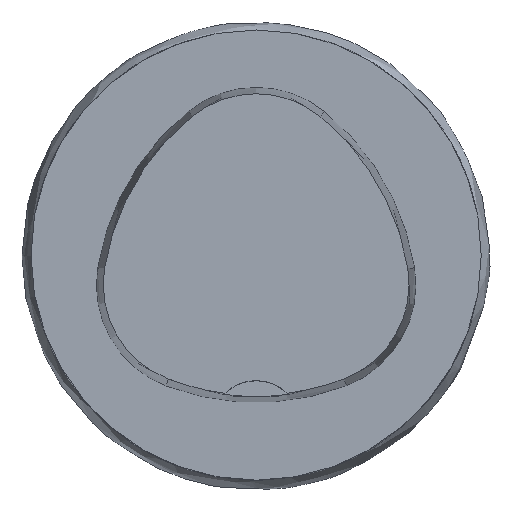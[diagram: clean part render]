
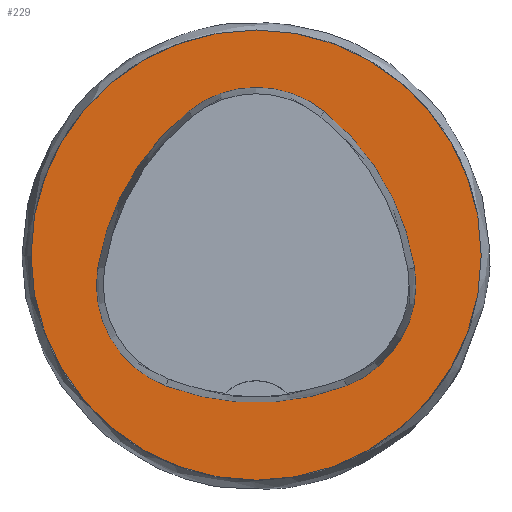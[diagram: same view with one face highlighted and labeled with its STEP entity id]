
A CAD part, top view. The second image highlights one B-rep face of the part: STEP entity #229.
In plain terms, the highlighted planar face has unit normal (0, 0, 1).
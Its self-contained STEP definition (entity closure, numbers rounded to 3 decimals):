
#189=PLANE('',#773);
#229=ADVANCED_FACE('',(#276,#277),#189,.T.);
#276=FACE_BOUND('',#316,.T.);
#277=FACE_BOUND('',#317,.T.);
#316=EDGE_LOOP('',(#411,#412,#413,#414,#415,#416));
#317=EDGE_LOOP('',(#417));
#411=ORIENTED_EDGE('',*,*,#559,.T.);
#412=ORIENTED_EDGE('',*,*,#539,.T.);
#413=ORIENTED_EDGE('',*,*,#543,.T.);
#414=ORIENTED_EDGE('',*,*,#546,.T.);
#415=ORIENTED_EDGE('',*,*,#549,.T.);
#416=ORIENTED_EDGE('',*,*,#557,.T.);
#417=ORIENTED_EDGE('',*,*,#530,.F.);
#483=VERTEX_POINT('',#1164);
#492=VERTEX_POINT('',#1183);
#493=VERTEX_POINT('',#1184);
#496=VERTEX_POINT('',#1192);
#498=VERTEX_POINT('',#1198);
#500=VERTEX_POINT('',#1204);
#507=VERTEX_POINT('',#1225);
#530=EDGE_CURVE('',#483,#483,#584,.T.);
#539=EDGE_CURVE('',#492,#493,#585,.T.);
#543=EDGE_CURVE('',#493,#496,#587,.T.);
#546=EDGE_CURVE('',#496,#498,#589,.T.);
#549=EDGE_CURVE('',#498,#500,#591,.T.);
#557=EDGE_CURVE('',#500,#507,#595,.T.);
#559=EDGE_CURVE('',#507,#492,#597,.T.);
#584=CIRCLE('',#745,25.);
#585=CIRCLE('',#751,28.);
#587=CIRCLE('',#754,12.);
#589=CIRCLE('',#757,28.);
#591=CIRCLE('',#760,12.);
#595=CIRCLE('',#765,28.);
#597=CIRCLE('',#768,12.);
#745=AXIS2_PLACEMENT_3D('',#1163,#868,#869);
#751=AXIS2_PLACEMENT_3D('',#1182,#884,#885);
#754=AXIS2_PLACEMENT_3D('',#1191,#892,#893);
#757=AXIS2_PLACEMENT_3D('',#1197,#899,#900);
#760=AXIS2_PLACEMENT_3D('',#1203,#906,#907);
#765=AXIS2_PLACEMENT_3D('',#1226,#918,#919);
#768=AXIS2_PLACEMENT_3D('',#1229,#924,#925);
#773=AXIS2_PLACEMENT_3D('',#1234,#934,#935);
#868=DIRECTION('',(0.,0.,-1.));
#869=DIRECTION('',(-1.,0.,0.));
#884=DIRECTION('',(0.,0.,-1.));
#885=DIRECTION('',(-1.,0.,0.));
#892=DIRECTION('',(0.,0.,-1.));
#893=DIRECTION('',(-1.,0.,0.));
#899=DIRECTION('',(0.,0.,-1.));
#900=DIRECTION('',(-1.,0.,0.));
#906=DIRECTION('',(0.,0.,-1.));
#907=DIRECTION('',(-1.,0.,0.));
#918=DIRECTION('',(0.,0.,-1.));
#919=DIRECTION('',(-1.,0.,0.));
#924=DIRECTION('',(0.,0.,-1.));
#925=DIRECTION('',(-1.,0.,0.));
#934=DIRECTION('',(0.,0.,1.));
#935=DIRECTION('',(1.,0.,0.));
#1163=CARTESIAN_POINT('',(0.,0.,0.));
#1164=CARTESIAN_POINT('',(-25.,0.,0.));
#1182=CARTESIAN_POINT('',(10.068,-5.824,0.));
#1183=CARTESIAN_POINT('',(-17.584,-1.424,0.));
#1184=CARTESIAN_POINT('',(-7.531,15.953,0.));
#1191=CARTESIAN_POINT('',(0.011,6.62,0.));
#1192=CARTESIAN_POINT('',(7.567,15.942,0.));
#1197=CARTESIAN_POINT('',(-10.063,-5.81,0.));
#1198=CARTESIAN_POINT('',(17.59,-1.418,0.));
#1203=CARTESIAN_POINT('',(5.739,-3.3,0.));
#1204=CARTESIAN_POINT('',(10.05,-14.499,0.));
#1225=CARTESIAN_POINT('',(-10.025,-14.516,0.));
#1226=CARTESIAN_POINT('',(-0.01,11.631,0.));
#1229=CARTESIAN_POINT('',(-5.733,-3.31,0.));
#1234=CARTESIAN_POINT('',(0.,0.,0.));
